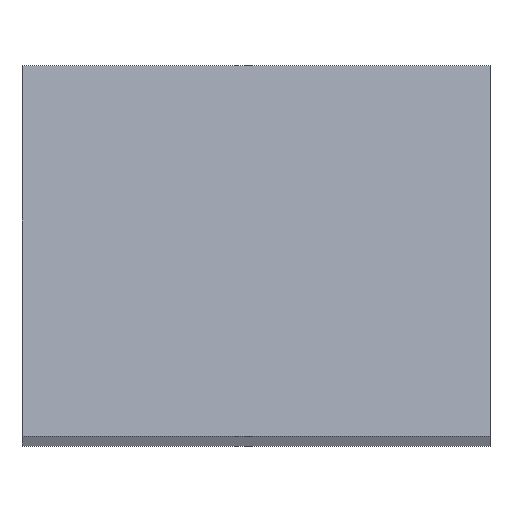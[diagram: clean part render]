
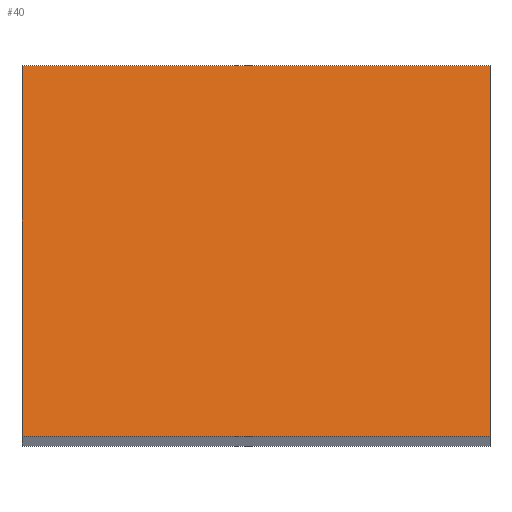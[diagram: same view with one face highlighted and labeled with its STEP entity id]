
A CAD part, top view. The second image highlights one B-rep face of the part: STEP entity #40.
In plain terms, the highlighted planar face has unit normal (0, 0.139, 0.99).
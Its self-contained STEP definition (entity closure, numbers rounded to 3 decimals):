
#9 = VERTEX_POINT ( 'NONE', #665 ) ;
#17 = FACE_OUTER_BOUND ( 'NONE', #671, .T. ) ;
#27 = DIRECTION ( 'NONE',  ( 0., -0.99, 0.139 ) ) ;
#40 = ADVANCED_FACE ( 'NONE', ( #17 ), #104, .T. ) ;
#104 = PLANE ( 'NONE',  #1060 ) ;
#105 = VECTOR ( 'NONE', #771, 1000. ) ;
#109 = VECTOR ( 'NONE', #672, 1000. ) ;
#225 = VECTOR ( 'NONE', #1085, 1000. ) ;
#259 = ORIENTED_EDGE ( 'NONE', *, *, #649, .T. ) ;
#296 = EDGE_CURVE ( 'NONE', #854, #702, #865, .T. ) ;
#348 = LINE ( 'NONE', #766, #105 ) ;
#379 = ORIENTED_EDGE ( 'NONE', *, *, #296, .F. ) ;
#477 = CARTESIAN_POINT ( 'NONE',  ( -9.99, 10.295, 1.401 ) ) ;
#486 = ORIENTED_EDGE ( 'NONE', *, *, #518, .F. ) ;
#518 = EDGE_CURVE ( 'NONE', #702, #1055, #348, .T. ) ;
#545 = LINE ( 'NONE', #1038, #831 ) ;
#560 = CARTESIAN_POINT ( 'NONE',  ( -9.99, 10.295, 1.401 ) ) ;
#648 = CARTESIAN_POINT ( 'NONE',  ( 10.01, 10.295, 1.401 ) ) ;
#649 = EDGE_CURVE ( 'NONE', #854, #9, #1022, .T. ) ;
#665 = CARTESIAN_POINT ( 'NONE',  ( -9.99, -5.549, 3.628 ) ) ;
#671 = EDGE_LOOP ( 'NONE', ( #724, #486, #379, #259 ) ) ;
#672 = DIRECTION ( 'NONE',  ( 1., 0., 0. ) ) ;
#702 = VERTEX_POINT ( 'NONE', #648 ) ;
#724 = ORIENTED_EDGE ( 'NONE', *, *, #829, .T. ) ;
#758 = CARTESIAN_POINT ( 'NONE',  ( -9.99, 10.295, 1.401 ) ) ;
#766 = CARTESIAN_POINT ( 'NONE',  ( 10.01, 10.295, 1.401 ) ) ;
#771 = DIRECTION ( 'NONE',  ( 0., -0.99, 0.139 ) ) ;
#827 = DIRECTION ( 'NONE',  ( 0., 0.139, 0.99 ) ) ;
#829 = EDGE_CURVE ( 'NONE', #9, #1055, #545, .T. ) ;
#831 = VECTOR ( 'NONE', #1132, 1000. ) ;
#854 = VERTEX_POINT ( 'NONE', #1069 ) ;
#865 = LINE ( 'NONE', #758, #109 ) ;
#1022 = LINE ( 'NONE', #477, #225 ) ;
#1038 = CARTESIAN_POINT ( 'NONE',  ( -9.99, -5.549, 3.628 ) ) ;
#1049 = CARTESIAN_POINT ( 'NONE',  ( 10.01, -5.549, 3.628 ) ) ;
#1055 = VERTEX_POINT ( 'NONE', #1049 ) ;
#1060 = AXIS2_PLACEMENT_3D ( 'NONE', #560, #827, #27 ) ;
#1069 = CARTESIAN_POINT ( 'NONE',  ( -9.99, 10.295, 1.401 ) ) ;
#1085 = DIRECTION ( 'NONE',  ( 0., -0.99, 0.139 ) ) ;
#1132 = DIRECTION ( 'NONE',  ( 1., 0., 0. ) ) ;
